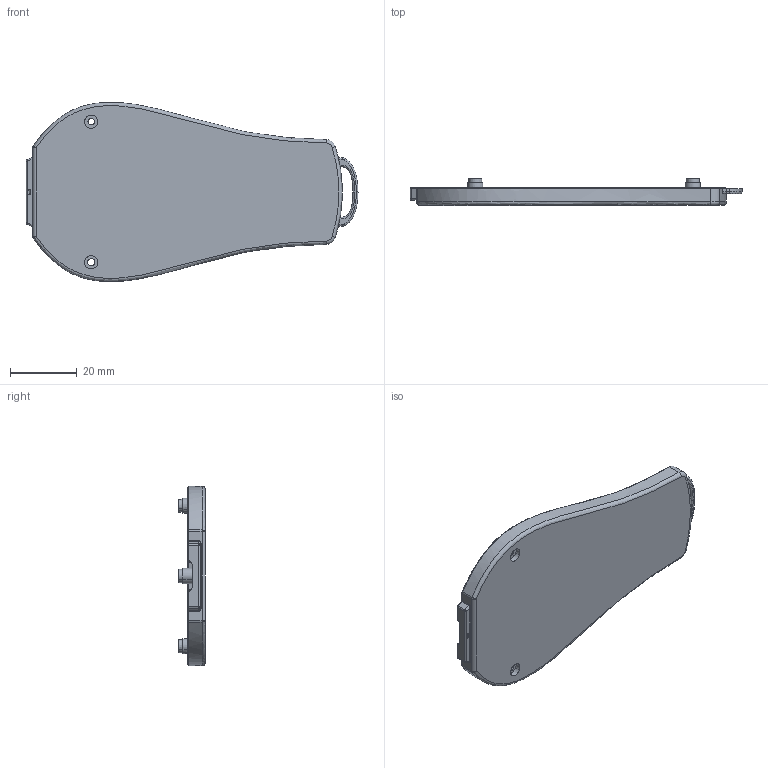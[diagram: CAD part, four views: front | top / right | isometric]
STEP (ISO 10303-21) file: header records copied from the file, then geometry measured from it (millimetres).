
FILE_DESCRIPTION(('CATIA V5 STEP','CAx-IF Rec.Pracs.--- Model Styling and Organization---1.2---2011-12-15','CAx-IF Rec.Pracs.---User Defined Attributes---1.0---2011-10-14','CAx-IF Rec.Pracs.--- Geometric and Assembly Validation Properties ---3.1---2011-10-19'),'2;1');
FILE_NAME('ZAE-109.102 20201103.stp','2020-11-03T10:51:14+00:00',('none'),('none'),'CATIA Version 5-6 Release 2014 SP7','CATIA V5 STEP AP214','none');
FILE_SCHEMA(('AUTOMOTIVE_DESIGN { 1 0 10303 214 1 1 1 1 }'));
Length unit declared in the file: millimetre
Products named in the file (1): ZAE-109.102
Bounding box: 99.2 x 8 x 53.58 mm (x, y, z)
Volume: 5159.1 mm3; surface area: 10519.7 mm2
Topology: 1 solids, 1 shells, 305 faces, 741 edges, 441 vertices
Faces by surface type: bspline 106, cylinder 77, plane 41, torus 31, cone 30, extrusion 12, sphere 8
Entity records: 15644 total; most frequent: CARTESIAN_POINT 9626, ORIENTED_EDGE 1466, DIRECTION 739, EDGE_CURVE 733, VERTEX_POINT 441, AXIS2_PLACEMENT_3D 392, B_SPLINE_CURVE_WITH_KNOTS 322, EDGE_LOOP 322
